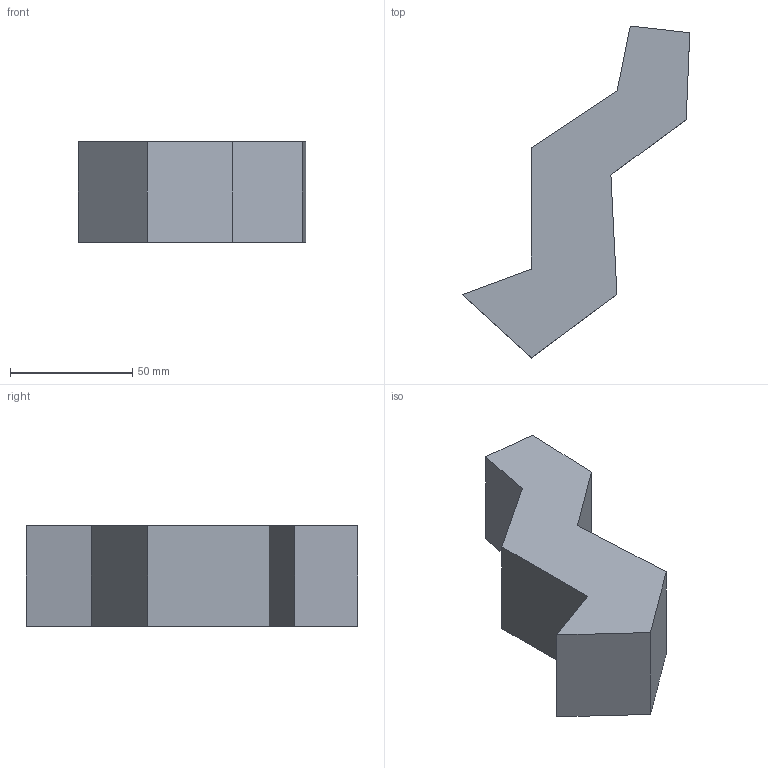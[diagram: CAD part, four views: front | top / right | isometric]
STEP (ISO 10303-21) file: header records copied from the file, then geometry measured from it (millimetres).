
FILE_DESCRIPTION(/* description */ (''),/* implementation_level */ '2;1');
FILE_NAME(/* name */ 'TEST3_~1',/* time_stamp */ '2022-05-27T13:39:23+02:00',/* author */ (''),/* organization */ (''),/* preprocessor_version */ 'ST-DEVELOPER v16.5',/* originating_system */ '',/* authorisation */ '');
FILE_SCHEMA (('AUTOMOTIVE_DESIGN_CC2'));
Length unit declared in the file: millimetre
Products named in the file (1): Document
Bounding box: 93.06 x 135.69 x 41 mm (x, y, z)
Volume: 193192.3 mm3; surface area: 24919 mm2
Topology: 1 solids, 1 shells, 12 faces, 33 edges, 26 vertices
Faces by surface type: bspline 12
Entity records: 713 total; most frequent: CARTESIAN_POINT 257, B_SPLINE_CURVE_WITH_KNOTS 93, ORIENTED_EDGE 60, PCURVE 60, DEFINITIONAL_REPRESENTATION 60, SURFACE_CURVE 30, EDGE_CURVE 30, VERTEX_POINT 20
